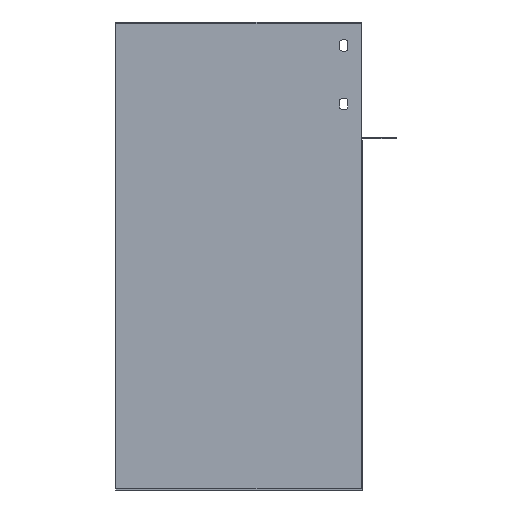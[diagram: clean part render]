
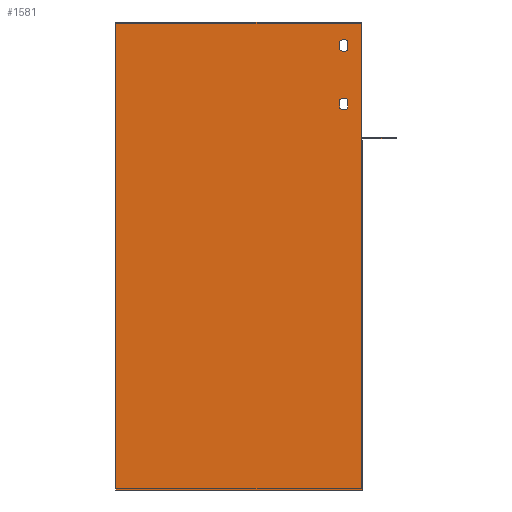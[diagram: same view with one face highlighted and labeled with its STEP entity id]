
A CAD part, left-side view. The second image highlights one B-rep face of the part: STEP entity #1581.
In plain terms, the highlighted planar face has unit normal (-1, 0, 0).
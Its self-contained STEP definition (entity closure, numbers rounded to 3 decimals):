
#6 = CARTESIAN_POINT ( 'NONE',  ( 0., 210., 1. ) ) ;
#9 = DIRECTION ( 'NONE',  ( 0., -1., 0. ) ) ;
#33 = CARTESIAN_POINT ( 'NONE',  ( 0., 0., 1. ) ) ;
#35 = DIRECTION ( 'NONE',  ( 0., 0., -1. ) ) ;
#250 = AXIS2_PLACEMENT_3D ( 'NONE', #1005, #1007, #1008 ) ;
#253 = AXIS2_PLACEMENT_3D ( 'NONE', #880, #881, #882 ) ;
#254 = AXIS2_PLACEMENT_3D ( 'NONE', #875, #876, #877 ) ;
#255 = AXIS2_PLACEMENT_3D ( 'NONE', #870, #871, #872 ) ;
#257 = AXIS2_PLACEMENT_3D ( 'NONE', #1573, #1574, #1575 ) ;
#326 = EDGE_CURVE ( 'NONE', #1291, #1284, #578, .T. ) ;
#329 = EDGE_CURVE ( 'NONE', #1298, #1291, #583, .T. ) ;
#497 = EDGE_CURVE ( 'NONE', #1298, #1330, #757, .T. ) ;
#500 = EDGE_CURVE ( 'NONE', #1284, #1260, #762, .T. ) ;
#504 = EDGE_CURVE ( 'NONE', #1277, #1279, #770, .T. ) ;
#505 = EDGE_CURVE ( 'NONE', #1279, #1261, #758, .T. ) ;
#507 = EDGE_CURVE ( 'NONE', #1261, #1262, #775, .T. ) ;
#509 = EDGE_CURVE ( 'NONE', #1262, #1277, #779, .T. ) ;
#510 = EDGE_CURVE ( 'NONE', #1280, #1258, #780, .T. ) ;
#512 = EDGE_CURVE ( 'NONE', #1258, #1270, #783, .T. ) ;
#513 = EDGE_CURVE ( 'NONE', #1270, #1241, #785, .T. ) ;
#514 = EDGE_CURVE ( 'NONE', #1241, #1280, #786, .T. ) ;
#516 = EDGE_CURVE ( 'NONE', #1330, #1240, #789, .T. ) ;
#517 = EDGE_CURVE ( 'NONE', #1259, #1240, #790, .T. ) ;
#522 = EDGE_CURVE ( 'NONE', #1259, #1239, #799, .T. ) ;
#523 = EDGE_CURVE ( 'NONE', #1260, #1239, #801, .T. ) ;
#578 = LINE ( 'NONE', #33, #580 ) ;
#580 = VECTOR ( 'NONE', #35, 1000. ) ;
#583 = LINE ( 'NONE', #6, #586 ) ;
#586 = VECTOR ( 'NONE', #9, 1000. ) ;
#757 = LINE ( 'NONE', #1556, #759 ) ;
#758 = CIRCLE ( 'NONE', #257, 5. ) ;
#759 = VECTOR ( 'NONE', #1558, 1000. ) ;
#762 = LINE ( 'NONE', #1562, #765 ) ;
#765 = VECTOR ( 'NONE', #1563, 1000. ) ;
#770 = LINE ( 'NONE', #1570, #773 ) ;
#773 = VECTOR ( 'NONE', #1572, 1000. ) ;
#775 = LINE ( 'NONE', #1576, #778 ) ;
#778 = VECTOR ( 'NONE', #1577, 1000. ) ;
#779 = CIRCLE ( 'NONE', #255, 5. ) ;
#780 = LINE ( 'NONE', #1578, #782 ) ;
#782 = VECTOR ( 'NONE', #1579, 1000. ) ;
#783 = CIRCLE ( 'NONE', #254, 5. ) ;
#785 = LINE ( 'NONE', #873, #787 ) ;
#786 = CIRCLE ( 'NONE', #253, 5. ) ;
#787 = VECTOR ( 'NONE', #868, 1000. ) ;
#789 = LINE ( 'NONE', #878, #791 ) ;
#790 = LINE ( 'NONE', #888, #793 ) ;
#791 = VECTOR ( 'NONE', #879, 1000. ) ;
#793 = VECTOR ( 'NONE', #889, 1000. ) ;
#799 = LINE ( 'NONE', #899, #802 ) ;
#801 = LINE ( 'NONE', #901, #804 ) ;
#802 = VECTOR ( 'NONE', #900, 1000. ) ;
#803 = FACE_BOUND ( 'NONE', #1859, .T. ) ;
#804 = VECTOR ( 'NONE', #903, 1000. ) ;
#805 = FACE_BOUND ( 'NONE', #1855, .T. ) ;
#812 = FACE_OUTER_BOUND ( 'NONE', #1211, .T. ) ;
#868 = DIRECTION ( 'NONE',  ( 0., 0., 1. ) ) ;
#870 = CARTESIAN_POINT ( 'NONE',  ( 0., 15., -19. ) ) ;
#871 = DIRECTION ( 'NONE',  ( 1., 0., 0. ) ) ;
#872 = DIRECTION ( 'NONE',  ( 0., 0., -1. ) ) ;
#873 = CARTESIAN_POINT ( 'NONE',  ( 0., 18.5, -65.429 ) ) ;
#875 = CARTESIAN_POINT ( 'NONE',  ( 0., 15., -69. ) ) ;
#876 = DIRECTION ( 'NONE',  ( 1., 0., 0. ) ) ;
#877 = DIRECTION ( 'NONE',  ( 0., 0., -1. ) ) ;
#878 = CARTESIAN_POINT ( 'NONE',  ( 0., 210., -399. ) ) ;
#879 = DIRECTION ( 'NONE',  ( 0., -1., 0. ) ) ;
#880 = CARTESIAN_POINT ( 'NONE',  ( 0., 15., -69. ) ) ;
#881 = DIRECTION ( 'NONE',  ( 1., 0., 0. ) ) ;
#882 = DIRECTION ( 'NONE',  ( 0., 0., -1. ) ) ;
#888 = CARTESIAN_POINT ( 'NONE',  ( 0., -1., -399. ) ) ;
#889 = DIRECTION ( 'NONE',  ( 0., 0., -1. ) ) ;
#899 = CARTESIAN_POINT ( 'NONE',  ( 0., 0., -99. ) ) ;
#900 = DIRECTION ( 'NONE',  ( 0., -1., 0. ) ) ;
#901 = CARTESIAN_POINT ( 'NONE',  ( 0., -30., -98. ) ) ;
#903 = DIRECTION ( 'NONE',  ( 0., 0., -1. ) ) ;
#904 = CARTESIAN_POINT ( 'NONE',  ( 0., 18.5, -65.429 ) ) ;
#905 = CARTESIAN_POINT ( 'NONE',  ( 0., -30., -99. ) ) ;
#908 = CARTESIAN_POINT ( 'NONE',  ( 0., -1., -399. ) ) ;
#925 = CARTESIAN_POINT ( 'NONE',  ( 0., 11.5, -72.571 ) ) ;
#926 = CARTESIAN_POINT ( 'NONE',  ( 0., -1., -99. ) ) ;
#927 = CARTESIAN_POINT ( 'NONE',  ( 0., -30., -98. ) ) ;
#928 = CARTESIAN_POINT ( 'NONE',  ( 0., 18.5, -22.571 ) ) ;
#929 = CARTESIAN_POINT ( 'NONE',  ( 0., 18.5, -15.429 ) ) ;
#937 = CARTESIAN_POINT ( 'NONE',  ( 0., 18.5, -72.571 ) ) ;
#944 = CARTESIAN_POINT ( 'NONE',  ( 0., 11.5, -15.429 ) ) ;
#946 = CARTESIAN_POINT ( 'NONE',  ( 0., 11.5, -22.571 ) ) ;
#947 = CARTESIAN_POINT ( 'NONE',  ( 0., 11.5, -65.429 ) ) ;
#951 = CARTESIAN_POINT ( 'NONE',  ( 0., 0., -98. ) ) ;
#958 = CARTESIAN_POINT ( 'NONE',  ( 0., 0., 1. ) ) ;
#965 = CARTESIAN_POINT ( 'NONE',  ( 0., 210., 1. ) ) ;
#997 = CARTESIAN_POINT ( 'NONE',  ( 0., 210., -399. ) ) ;
#1003 = PLANE ( 'NONE',  #250 ) ;
#1005 = CARTESIAN_POINT ( 'NONE',  ( 0., 210., 1. ) ) ;
#1007 = DIRECTION ( 'NONE',  ( 1., 0., 0. ) ) ;
#1008 = DIRECTION ( 'NONE',  ( 0., 1., 0. ) ) ;
#1211 = EDGE_LOOP ( 'NONE', ( #1643, #1663, #1649, #1645, #1644, #1641, #1639, #1642 ) ) ;
#1239 = VERTEX_POINT ( 'NONE', #905 ) ;
#1240 = VERTEX_POINT ( 'NONE', #908 ) ;
#1241 = VERTEX_POINT ( 'NONE', #904 ) ;
#1258 = VERTEX_POINT ( 'NONE', #925 ) ;
#1259 = VERTEX_POINT ( 'NONE', #926 ) ;
#1260 = VERTEX_POINT ( 'NONE', #927 ) ;
#1261 = VERTEX_POINT ( 'NONE', #928 ) ;
#1262 = VERTEX_POINT ( 'NONE', #929 ) ;
#1270 = VERTEX_POINT ( 'NONE', #937 ) ;
#1277 = VERTEX_POINT ( 'NONE', #944 ) ;
#1279 = VERTEX_POINT ( 'NONE', #946 ) ;
#1280 = VERTEX_POINT ( 'NONE', #947 ) ;
#1284 = VERTEX_POINT ( 'NONE', #951 ) ;
#1291 = VERTEX_POINT ( 'NONE', #958 ) ;
#1298 = VERTEX_POINT ( 'NONE', #965 ) ;
#1330 = VERTEX_POINT ( 'NONE', #997 ) ;
#1556 = CARTESIAN_POINT ( 'NONE',  ( 0., 210., 1. ) ) ;
#1558 = DIRECTION ( 'NONE',  ( 0., 0., -1. ) ) ;
#1562 = CARTESIAN_POINT ( 'NONE',  ( 0., 0., -98. ) ) ;
#1563 = DIRECTION ( 'NONE',  ( 0., -1., 0. ) ) ;
#1570 = CARTESIAN_POINT ( 'NONE',  ( 0., 11.5, -15.429 ) ) ;
#1572 = DIRECTION ( 'NONE',  ( 0., 0., -1. ) ) ;
#1573 = CARTESIAN_POINT ( 'NONE',  ( 0., 15., -19. ) ) ;
#1574 = DIRECTION ( 'NONE',  ( 1., 0., 0. ) ) ;
#1575 = DIRECTION ( 'NONE',  ( 0., 0., -1. ) ) ;
#1576 = CARTESIAN_POINT ( 'NONE',  ( 0., 18.5, -15.429 ) ) ;
#1577 = DIRECTION ( 'NONE',  ( 0., 0., 1. ) ) ;
#1578 = CARTESIAN_POINT ( 'NONE',  ( 0., 11.5, -65.429 ) ) ;
#1579 = DIRECTION ( 'NONE',  ( 0., 0., -1. ) ) ;
#1581 = ADVANCED_FACE ( 'NONE', ( #803, #805, #812 ), #1003, .F. ) ;
#1636 = ORIENTED_EDGE ( 'NONE', *, *, #510, .T. ) ;
#1637 = ORIENTED_EDGE ( 'NONE', *, *, #509, .T. ) ;
#1639 = ORIENTED_EDGE ( 'NONE', *, *, #326, .F. ) ;
#1641 = ORIENTED_EDGE ( 'NONE', *, *, #500, .F. ) ;
#1642 = ORIENTED_EDGE ( 'NONE', *, *, #329, .F. ) ;
#1643 = ORIENTED_EDGE ( 'NONE', *, *, #497, .T. ) ;
#1644 = ORIENTED_EDGE ( 'NONE', *, *, #523, .F. ) ;
#1645 = ORIENTED_EDGE ( 'NONE', *, *, #522, .T. ) ;
#1649 = ORIENTED_EDGE ( 'NONE', *, *, #517, .F. ) ;
#1651 = ORIENTED_EDGE ( 'NONE', *, *, #507, .T. ) ;
#1654 = ORIENTED_EDGE ( 'NONE', *, *, #505, .T. ) ;
#1655 = ORIENTED_EDGE ( 'NONE', *, *, #512, .T. ) ;
#1656 = ORIENTED_EDGE ( 'NONE', *, *, #513, .T. ) ;
#1663 = ORIENTED_EDGE ( 'NONE', *, *, #516, .T. ) ;
#1665 = ORIENTED_EDGE ( 'NONE', *, *, #514, .T. ) ;
#1667 = ORIENTED_EDGE ( 'NONE', *, *, #504, .T. ) ;
#1855 = EDGE_LOOP ( 'NONE', ( #1636, #1655, #1656, #1665 ) ) ;
#1859 = EDGE_LOOP ( 'NONE', ( #1667, #1654, #1651, #1637 ) ) ;
